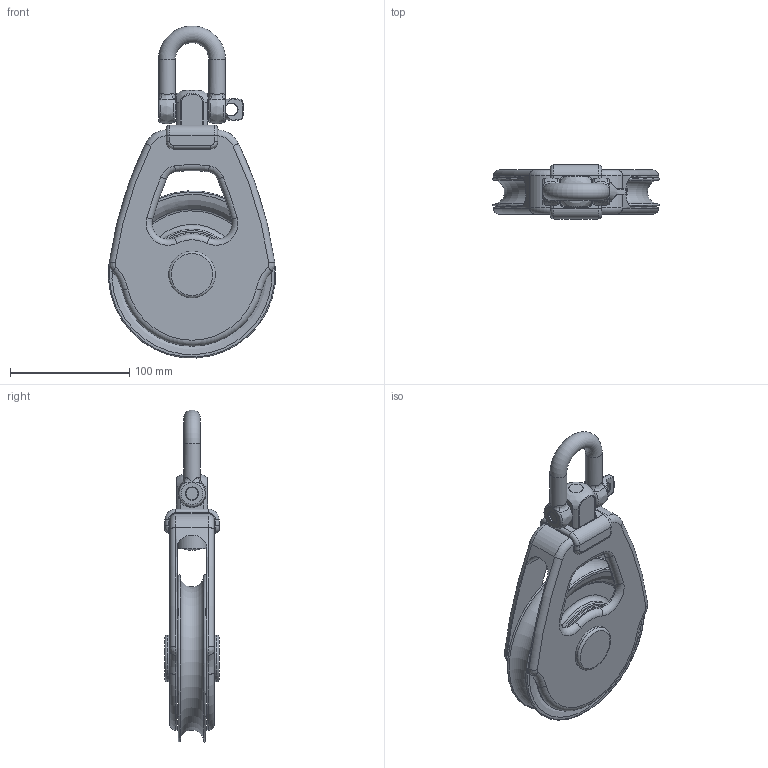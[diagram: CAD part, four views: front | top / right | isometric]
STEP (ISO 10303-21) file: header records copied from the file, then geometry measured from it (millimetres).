
FILE_DESCRIPTION(/* description */ (''),/* implementation_level */ '2;1');
FILE_NAME(/* name */ '17032908.stp',/* time_stamp */ '2017-03-29T14:24:23+02:00',/* author */ ('nicola'),/* organization */ (''),/* preprocessor_version */ 'ST-DEVELOPER v16.5',/* originating_system */ 'Autodesk Inventor 2017',/* authorisation */ '');
FILE_SCHEMA (('AUTOMOTIVE_DESIGN { 1 0 10303 214 3 1 1 }'));
Length unit declared in the file: millimetre
Products named in the file (1): 17032908
Bounding box: 139.79 x 45.3 x 277.84 mm (x, y, z)
Volume: 505157.8 mm3; surface area: 125000.9 mm2
Topology: 2 solids, 2 shells, 236 faces, 568 edges, 336 vertices
Faces by surface type: cylinder 70, plane 60, torus 56, bspline 35, cone 14, sphere 1
Full cylindrical faces by diameter (mm): 10.106 x1, 10.5 x1, 14 x3, 14.5 x1, 39 x2, 70.6 x2
Entity records: 7933 total; most frequent: CARTESIAN_POINT 2646, DIRECTION 1160, ORIENTED_EDGE 1042, EDGE_CURVE 521, AXIS2_PLACEMENT_3D 509, VERTEX_POINT 329, CIRCLE 299, EDGE_LOOP 288
